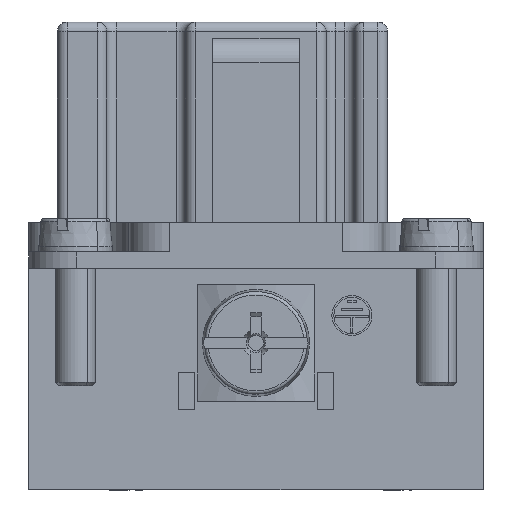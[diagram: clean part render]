
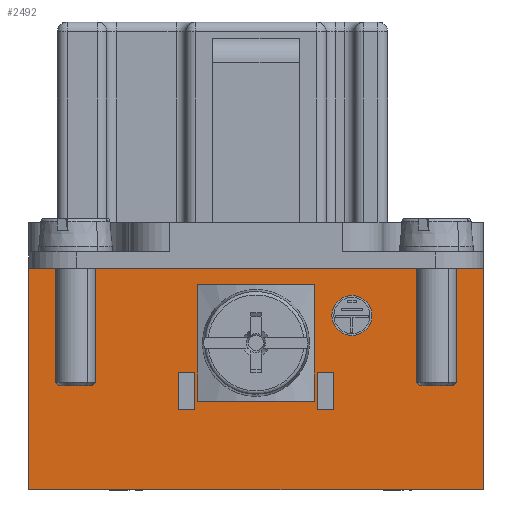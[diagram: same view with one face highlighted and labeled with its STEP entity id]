
A CAD part, front view. The second image highlights one B-rep face of the part: STEP entity #2492.
In plain terms, the highlighted planar face has unit normal (0, -1, 0).
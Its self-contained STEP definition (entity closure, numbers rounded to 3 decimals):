
#2492=ADVANCED_FACE('',(#6335,#6336,#6337,#6338,#6339),#3259,.F.);
#3259=PLANE('',#15172);
#3780=CIRCLE('',#15170,1.5);
#3781=CIRCLE('',#15171,2.);
#4078=LINE('',#19905,#5182);
#4079=LINE('',#19907,#5183);
#4174=LINE('',#20236,#5278);
#4175=LINE('',#20238,#5279);
#4176=LINE('',#20240,#5280);
#4177=LINE('',#20241,#5281);
#4178=LINE('',#20243,#5282);
#4179=LINE('',#20246,#5283);
#4180=LINE('',#20248,#5284);
#4181=LINE('',#20250,#5285);
#4182=LINE('',#20251,#5286);
#4183=LINE('',#20254,#5287);
#4184=LINE('',#20256,#5288);
#4185=LINE('',#20258,#5289);
#5182=VECTOR('',#16139,1.);
#5183=VECTOR('',#16140,1.);
#5278=VECTOR('',#16349,1.);
#5279=VECTOR('',#16350,1.);
#5280=VECTOR('',#16351,1.);
#5281=VECTOR('',#16352,1.);
#5282=VECTOR('',#16353,1.);
#5283=VECTOR('',#16354,1.);
#5284=VECTOR('',#16355,1.);
#5285=VECTOR('',#16356,1.);
#5286=VECTOR('',#16357,1.);
#5287=VECTOR('',#16358,1.);
#5288=VECTOR('',#16359,1.);
#5289=VECTOR('',#16360,1.);
#6335=FACE_BOUND('',#6490,.T.);
#6336=FACE_BOUND('',#6491,.T.);
#6337=FACE_BOUND('',#6492,.T.);
#6338=FACE_BOUND('',#6493,.T.);
#6339=FACE_BOUND('',#6494,.T.);
#6490=EDGE_LOOP('',(#7598,#7599,#7600,#7601,#7602,#7603,#7604));
#6491=EDGE_LOOP('',(#7605,#7606,#7607,#7608));
#6492=EDGE_LOOP('',(#7609,#7610,#7611,#7612));
#6493=EDGE_LOOP('',(#7613));
#6494=EDGE_LOOP('',(#7614));
#7598=ORIENTED_EDGE('',*,*,#12804,.F.);
#7599=ORIENTED_EDGE('',*,*,#12805,.F.);
#7600=ORIENTED_EDGE('',*,*,#12806,.F.);
#7601=ORIENTED_EDGE('',*,*,#12657,.F.);
#7602=ORIENTED_EDGE('',*,*,#12807,.F.);
#7603=ORIENTED_EDGE('',*,*,#12807,.T.);
#7604=ORIENTED_EDGE('',*,*,#12656,.F.);
#7605=ORIENTED_EDGE('',*,*,#12808,.T.);
#7606=ORIENTED_EDGE('',*,*,#12809,.T.);
#7607=ORIENTED_EDGE('',*,*,#12810,.T.);
#7608=ORIENTED_EDGE('',*,*,#12811,.T.);
#7609=ORIENTED_EDGE('',*,*,#12812,.F.);
#7610=ORIENTED_EDGE('',*,*,#12813,.T.);
#7611=ORIENTED_EDGE('',*,*,#12814,.F.);
#7612=ORIENTED_EDGE('',*,*,#12815,.T.);
#7613=ORIENTED_EDGE('',*,*,#12816,.F.);
#7614=ORIENTED_EDGE('',*,*,#12817,.T.);
#11365=VERTEX_POINT('',#19904);
#11366=VERTEX_POINT('',#19906);
#11367=VERTEX_POINT('',#19908);
#11504=VERTEX_POINT('',#20237);
#11505=VERTEX_POINT('',#20239);
#11506=VERTEX_POINT('',#20242);
#11507=VERTEX_POINT('',#20244);
#11508=VERTEX_POINT('',#20245);
#11509=VERTEX_POINT('',#20247);
#11510=VERTEX_POINT('',#20249);
#11511=VERTEX_POINT('',#20252);
#11512=VERTEX_POINT('',#20253);
#11513=VERTEX_POINT('',#20255);
#11514=VERTEX_POINT('',#20257);
#11515=VERTEX_POINT('',#20260);
#11516=VERTEX_POINT('',#20262);
#12656=EDGE_CURVE('',#11365,#11366,#4078,.T.);
#12657=EDGE_CURVE('',#11366,#11367,#4079,.T.);
#12804=EDGE_CURVE('',#11504,#11365,#4174,.T.);
#12805=EDGE_CURVE('',#11505,#11504,#4175,.T.);
#12806=EDGE_CURVE('',#11367,#11505,#4176,.T.);
#12807=EDGE_CURVE('',#11506,#11366,#4177,.T.);
#12808=EDGE_CURVE('',#11507,#11508,#4178,.T.);
#12809=EDGE_CURVE('',#11508,#11509,#4179,.T.);
#12810=EDGE_CURVE('',#11509,#11510,#4180,.T.);
#12811=EDGE_CURVE('',#11510,#11507,#4181,.T.);
#12812=EDGE_CURVE('',#11511,#11512,#4182,.T.);
#12813=EDGE_CURVE('',#11511,#11513,#4183,.T.);
#12814=EDGE_CURVE('',#11514,#11513,#4184,.T.);
#12815=EDGE_CURVE('',#11514,#11512,#4185,.T.);
#12816=EDGE_CURVE('',#11515,#11515,#3780,.T.);
#12817=EDGE_CURVE('',#11516,#11516,#3781,.T.);
#15170=AXIS2_PLACEMENT_3D('',#20259,#16361,#16362);
#15171=AXIS2_PLACEMENT_3D('',#20261,#16363,#16364);
#15172=AXIS2_PLACEMENT_3D('',#20263,#16365,#16366);
#16139=DIRECTION('',(0.,0.,-1.));
#16140=DIRECTION('',(0.,0.,-1.));
#16349=DIRECTION('',(1.,0.,0.));
#16350=DIRECTION('',(0.,0.,1.));
#16351=DIRECTION('',(-1.,0.,0.));
#16352=DIRECTION('',(1.,0.,0.));
#16353=DIRECTION('',(-1.,0.,0.));
#16354=DIRECTION('',(0.,0.,1.));
#16355=DIRECTION('',(1.,0.,0.));
#16356=DIRECTION('',(0.,0.,-1.));
#16357=DIRECTION('',(-1.,0.,0.));
#16358=DIRECTION('',(0.,0.,-1.));
#16359=DIRECTION('',(1.,0.,0.));
#16360=DIRECTION('',(0.,0.,1.));
#16361=DIRECTION('',(0.,-1.,0.));
#16362=DIRECTION('',(-1.,0.,0.));
#16363=DIRECTION('',(0.,1.,0.));
#16364=DIRECTION('',(-1.,0.,0.));
#16365=DIRECTION('',(0.,1.,0.));
#16366=DIRECTION('',(1.,0.,0.));
#19904=CARTESIAN_POINT('',(17.,-16.5,16.6));
#19905=CARTESIAN_POINT('',(17.,-16.5,16.6));
#19906=CARTESIAN_POINT('',(17.,-16.5,12.679));
#19907=CARTESIAN_POINT('',(17.,-16.5,17.8));
#19908=CARTESIAN_POINT('',(17.,-16.5,0.));
#20236=CARTESIAN_POINT('',(-16.93,-16.5,16.6));
#20237=CARTESIAN_POINT('',(-17.,-16.5,16.6));
#20238=CARTESIAN_POINT('',(-17.,-16.5,17.8));
#20239=CARTESIAN_POINT('',(-17.,-16.5,0.));
#20240=CARTESIAN_POINT('',(-16.,-16.5,0.));
#20241=CARTESIAN_POINT('',(-16.,-16.5,12.679));
#20242=CARTESIAN_POINT('',(11.,-16.5,12.679));
#20243=CARTESIAN_POINT('',(-16.,-16.5,6.));
#20244=CARTESIAN_POINT('',(5.8,-16.5,6.));
#20245=CARTESIAN_POINT('',(4.6,-16.5,6.));
#20246=CARTESIAN_POINT('',(4.6,-16.5,5.97));
#20247=CARTESIAN_POINT('',(4.6,-16.5,8.8));
#20248=CARTESIAN_POINT('',(-16.,-16.5,8.8));
#20249=CARTESIAN_POINT('',(5.8,-16.5,8.8));
#20250=CARTESIAN_POINT('',(5.8,-16.5,5.97));
#20251=CARTESIAN_POINT('',(-16.,-16.5,8.8));
#20252=CARTESIAN_POINT('',(-4.6,-16.5,8.8));
#20253=CARTESIAN_POINT('',(-5.8,-16.5,8.8));
#20254=CARTESIAN_POINT('',(-4.6,-16.5,5.97));
#20255=CARTESIAN_POINT('',(-4.6,-16.5,6.));
#20256=CARTESIAN_POINT('',(-16.,-16.5,6.));
#20257=CARTESIAN_POINT('',(-5.8,-16.5,6.));
#20258=CARTESIAN_POINT('',(-5.8,-16.5,5.97));
#20259=CARTESIAN_POINT('',(7.175,-16.5,13.05));
#20260=CARTESIAN_POINT('',(5.675,-16.5,13.05));
#20261=CARTESIAN_POINT('',(0.,-16.5,11.));
#20262=CARTESIAN_POINT('',(-2.,-16.5,11.));
#20263=CARTESIAN_POINT('',(-16.,-16.5,17.8));
